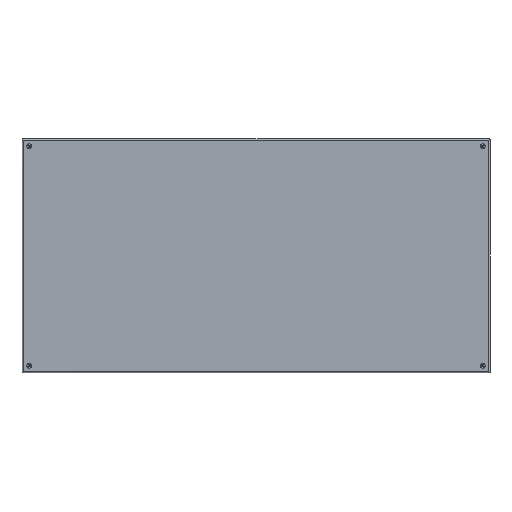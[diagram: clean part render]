
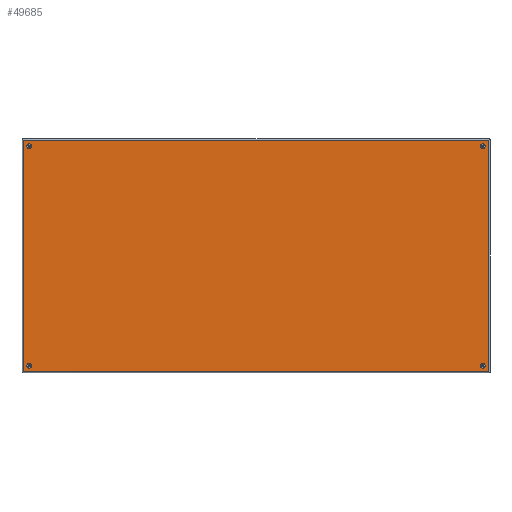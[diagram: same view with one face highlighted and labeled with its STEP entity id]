
A CAD part, left-side view. The second image highlights one B-rep face of the part: STEP entity #49685.
In plain terms, the highlighted face is planar.
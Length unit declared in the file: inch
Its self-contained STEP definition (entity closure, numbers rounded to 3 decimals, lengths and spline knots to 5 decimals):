
#458 = CIRCLE ( 'NONE', #32205, 0.25 ) ;
#1351 = VERTEX_POINT ( 'NONE', #89977 ) ;
#2218 = EDGE_CURVE ( 'NONE', #88139, #41077, #72793, .T. ) ;
#2786 = AXIS2_PLACEMENT_3D ( 'NONE', #105800, #7237, #64807 ) ;
#3070 = EDGE_LOOP ( 'NONE', ( #60792, #14114 ) ) ;
#3830 = ORIENTED_EDGE ( 'NONE', *, *, #17449, .F. ) ;
#4227 = VERTEX_POINT ( 'NONE', #77883 ) ;
#4450 = DIRECTION ( 'NONE',  ( 1., 0., 0. ) ) ;
#5216 = ORIENTED_EDGE ( 'NONE', *, *, #86376, .F. ) ;
#5342 = CARTESIAN_POINT ( 'NONE',  ( 11.25, 0., -23.25 ) ) ;
#7013 = CARTESIAN_POINT ( 'NONE',  ( 11.892, 0., -23.892 ) ) ;
#7237 = DIRECTION ( 'NONE',  ( 0., 1., 0. ) ) ;
#7979 = EDGE_CURVE ( 'NONE', #86736, #41370, #16667, .T. ) ;
#9250 = VERTEX_POINT ( 'NONE', #7013 ) ;
#11184 = CARTESIAN_POINT ( 'NONE',  ( -11.25, 0., 23.25 ) ) ;
#11727 = CARTESIAN_POINT ( 'NONE',  ( -11.892, 0., -23.928 ) ) ;
#13169 = CARTESIAN_POINT ( 'NONE',  ( -11.892, 0., -23.892 ) ) ;
#13269 = DIRECTION ( 'NONE',  ( 0., 1., 0. ) ) ;
#13540 = CARTESIAN_POINT ( 'NONE',  ( 11.25, 0., 23.25 ) ) ;
#14114 = ORIENTED_EDGE ( 'NONE', *, *, #106741, .F. ) ;
#14426 = CARTESIAN_POINT ( 'NONE',  ( -11.25, 0., -23. ) ) ;
#15913 = CIRCLE ( 'NONE', #91811, 0.25 ) ;
#16667 = LINE ( 'NONE', #71598, #101596 ) ;
#17449 = EDGE_CURVE ( 'NONE', #1351, #82963, #28022, .T. ) ;
#21298 = DIRECTION ( 'NONE',  ( 0., 0., 1. ) ) ;
#22263 = EDGE_CURVE ( 'NONE', #82963, #1351, #458, .T. ) ;
#22362 = DIRECTION ( 'NONE',  ( 0., 0., 1. ) ) ;
#24570 = EDGE_LOOP ( 'NONE', ( #71792, #58973 ) ) ;
#25490 = ORIENTED_EDGE ( 'NONE', *, *, #40328, .F. ) ;
#26157 = CARTESIAN_POINT ( 'NONE',  ( -11.892, 0., 23.892 ) ) ;
#26233 = CARTESIAN_POINT ( 'NONE',  ( 11.25, 0., 23.5 ) ) ;
#28022 = CIRCLE ( 'NONE', #99254, 0.25 ) ;
#28257 = CIRCLE ( 'NONE', #2786, 0.25 ) ;
#30065 = DIRECTION ( 'NONE',  ( 0., 1., 0. ) ) ;
#30374 = CIRCLE ( 'NONE', #93870, 0.25 ) ;
#32205 = AXIS2_PLACEMENT_3D ( 'NONE', #101262, #51974, #67086 ) ;
#32477 = FACE_BOUND ( 'NONE', #3070, .T. ) ;
#33233 = CARTESIAN_POINT ( 'NONE',  ( -11.928, 0., -23.928 ) ) ;
#34052 = EDGE_LOOP ( 'NONE', ( #5216, #82318 ) ) ;
#37873 = EDGE_LOOP ( 'NONE', ( #58040, #3830 ) ) ;
#40328 = EDGE_CURVE ( 'NONE', #41370, #94385, #76306, .T. ) ;
#41077 = VERTEX_POINT ( 'NONE', #26233 ) ;
#41325 = ORIENTED_EDGE ( 'NONE', *, *, #70910, .F. ) ;
#41370 = VERTEX_POINT ( 'NONE', #26157 ) ;
#44401 = VERTEX_POINT ( 'NONE', #89445 ) ;
#44999 = VERTEX_POINT ( 'NONE', #103026 ) ;
#45516 = VECTOR ( 'NONE', #54156, 39.37008 ) ;
#45519 = ORIENTED_EDGE ( 'NONE', *, *, #60647, .F. ) ;
#47368 = CARTESIAN_POINT ( 'NONE',  ( 11.25, 0., 23. ) ) ;
#49685 = ADVANCED_FACE ( 'NONE', ( #94296, #98119, #32477, #105853, #67207 ), #57681, .F. ) ;
#51974 = DIRECTION ( 'NONE',  ( 0., 1., 0. ) ) ;
#54156 = DIRECTION ( 'NONE',  ( 0., 0., -1. ) ) ;
#56521 = CARTESIAN_POINT ( 'NONE',  ( 11.892, 0., 23.892 ) ) ;
#57681 = PLANE ( 'NONE',  #58583 ) ;
#58040 = ORIENTED_EDGE ( 'NONE', *, *, #22263, .F. ) ;
#58583 = AXIS2_PLACEMENT_3D ( 'NONE', #33233, #90812, #105199 ) ;
#58973 = ORIENTED_EDGE ( 'NONE', *, *, #94410, .F. ) ;
#60647 = EDGE_CURVE ( 'NONE', #94385, #9250, #68505, .T. ) ;
#60792 = ORIENTED_EDGE ( 'NONE', *, *, #71562, .F. ) ;
#61276 = CARTESIAN_POINT ( 'NONE',  ( 11.25, 0., 23.25 ) ) ;
#61300 = CARTESIAN_POINT ( 'NONE',  ( -11.928, 0., -23.892 ) ) ;
#64334 = DIRECTION ( 'NONE',  ( 0., 1., 0. ) ) ;
#64730 = VECTOR ( 'NONE', #4450, 39.37008 ) ;
#64807 = DIRECTION ( 'NONE',  ( 0., 0., 1. ) ) ;
#67086 = DIRECTION ( 'NONE',  ( 0., 0., 1. ) ) ;
#67207 = FACE_BOUND ( 'NONE', #34052, .T. ) ;
#68505 = LINE ( 'NONE', #61300, #64730 ) ;
#69668 = CARTESIAN_POINT ( 'NONE',  ( 11.25, 0., -23. ) ) ;
#70095 = EDGE_CURVE ( 'NONE', #94454, #44401, #28257, .T. ) ;
#70667 = DIRECTION ( 'NONE',  ( 0., 0., 1. ) ) ;
#70910 = EDGE_CURVE ( 'NONE', #9250, #86736, #74255, .T. ) ;
#71404 = DIRECTION ( 'NONE',  ( 0., 0., 1. ) ) ;
#71562 = EDGE_CURVE ( 'NONE', #4227, #44999, #30374, .T. ) ;
#71598 = CARTESIAN_POINT ( 'NONE',  ( -11.928, 0., 23.892 ) ) ;
#71792 = ORIENTED_EDGE ( 'NONE', *, *, #70095, .F. ) ;
#72793 = CIRCLE ( 'NONE', #80061, 0.25 ) ;
#74255 = LINE ( 'NONE', #104541, #103968 ) ;
#76306 = LINE ( 'NONE', #11727, #45516 ) ;
#76395 = ORIENTED_EDGE ( 'NONE', *, *, #7979, .F. ) ;
#76956 = DIRECTION ( 'NONE',  ( 0., 1., 0. ) ) ;
#77883 = CARTESIAN_POINT ( 'NONE',  ( -11.25, 0., 23.5 ) ) ;
#80061 = AXIS2_PLACEMENT_3D ( 'NONE', #13540, #30065, #71404 ) ;
#82318 = ORIENTED_EDGE ( 'NONE', *, *, #2218, .F. ) ;
#82963 = VERTEX_POINT ( 'NONE', #14426 ) ;
#83125 = AXIS2_PLACEMENT_3D ( 'NONE', #5342, #13269, #87373 ) ;
#86376 = EDGE_CURVE ( 'NONE', #41077, #88139, #88838, .T. ) ;
#86736 = VERTEX_POINT ( 'NONE', #56521 ) ;
#87373 = DIRECTION ( 'NONE',  ( 0., 0., 1. ) ) ;
#88139 = VERTEX_POINT ( 'NONE', #47368 ) ;
#88838 = CIRCLE ( 'NONE', #100326, 0.25 ) ;
#89445 = CARTESIAN_POINT ( 'NONE',  ( 11.25, 0., -23.5 ) ) ;
#89977 = CARTESIAN_POINT ( 'NONE',  ( -11.25, 0., -23.5 ) ) ;
#90812 = DIRECTION ( 'NONE',  ( 0., -1., 0. ) ) ;
#91811 = AXIS2_PLACEMENT_3D ( 'NONE', #11184, #76956, #92843 ) ;
#92573 = EDGE_LOOP ( 'NONE', ( #45519, #25490, #76395, #41325 ) ) ;
#92843 = DIRECTION ( 'NONE',  ( 0., 0., 1. ) ) ;
#93870 = AXIS2_PLACEMENT_3D ( 'NONE', #96136, #104405, #22362 ) ;
#94296 = FACE_BOUND ( 'NONE', #37873, .T. ) ;
#94349 = DIRECTION ( 'NONE',  ( 0., 1., 0. ) ) ;
#94385 = VERTEX_POINT ( 'NONE', #13169 ) ;
#94410 = EDGE_CURVE ( 'NONE', #44401, #94454, #105208, .T. ) ;
#94454 = VERTEX_POINT ( 'NONE', #69668 ) ;
#96136 = CARTESIAN_POINT ( 'NONE',  ( -11.25, 0., 23.25 ) ) ;
#96466 = DIRECTION ( 'NONE',  ( -1., 0., 0. ) ) ;
#98119 = FACE_OUTER_BOUND ( 'NONE', #92573, .T. ) ;
#99254 = AXIS2_PLACEMENT_3D ( 'NONE', #103935, #64334, #104285 ) ;
#100326 = AXIS2_PLACEMENT_3D ( 'NONE', #61276, #94349, #21298 ) ;
#101262 = CARTESIAN_POINT ( 'NONE',  ( -11.25, 0., -23.25 ) ) ;
#101596 = VECTOR ( 'NONE', #96466, 39.37008 ) ;
#103026 = CARTESIAN_POINT ( 'NONE',  ( -11.25, 0., 23. ) ) ;
#103935 = CARTESIAN_POINT ( 'NONE',  ( -11.25, 0., -23.25 ) ) ;
#103968 = VECTOR ( 'NONE', #70667, 39.37008 ) ;
#104285 = DIRECTION ( 'NONE',  ( 0., 0., 1. ) ) ;
#104405 = DIRECTION ( 'NONE',  ( 0., 1., 0. ) ) ;
#104541 = CARTESIAN_POINT ( 'NONE',  ( 11.892, 0., -23.928 ) ) ;
#105199 = DIRECTION ( 'NONE',  ( 0., 0., -1. ) ) ;
#105208 = CIRCLE ( 'NONE', #83125, 0.25 ) ;
#105800 = CARTESIAN_POINT ( 'NONE',  ( 11.25, 0., -23.25 ) ) ;
#105853 = FACE_BOUND ( 'NONE', #24570, .T. ) ;
#106741 = EDGE_CURVE ( 'NONE', #44999, #4227, #15913, .T. ) ;
